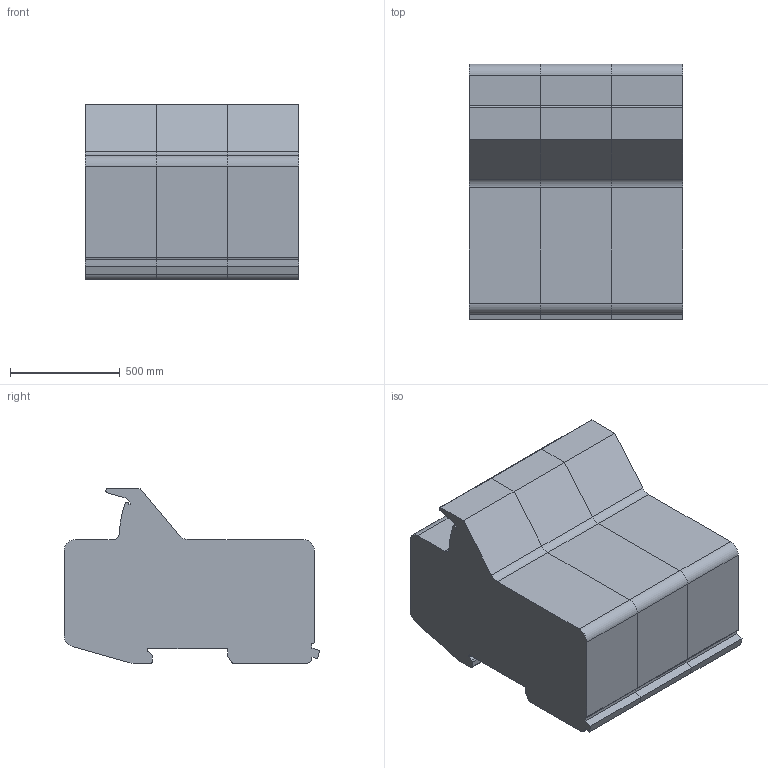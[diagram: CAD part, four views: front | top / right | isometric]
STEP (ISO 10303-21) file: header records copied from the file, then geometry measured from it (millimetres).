
FILE_DESCRIPTION((' '),'2;1');
FILE_NAME('FH8-3PJ30.stp','2012-09-05T09:04:23',(' '),(' '),' ','ACIS',' ');
FILE_SCHEMA(('CONFIG_CONTROL_DESIGN'));
Length unit declared in the file: millimetre
Products named in the file (4): FH8-3PJ30.stp; Body1; Body2; Body3
Assembly tree (3 placements, depth 2):
  FH8-3PJ30.stp
    Body1
    Body2
    Body3
Bounding box: 975 x 1165 x 797.5 mm (x, y, z)
Volume: 632994076.5 mm3; surface area: 7767929.4 mm2
Topology: 3 solids, 3 shells, 141 faces, 405 edges, 270 vertices
Faces by surface type: plane 84, cylinder 57
Entity records: 5164 total; most frequent: CARTESIAN_POINT 823, DIRECTION 815, ORIENTED_EDGE 810, EDGE_CURVE 405, VECTOR 291, LINE 291, VERTEX_POINT 270, AXIS2_PLACEMENT_3D 262
